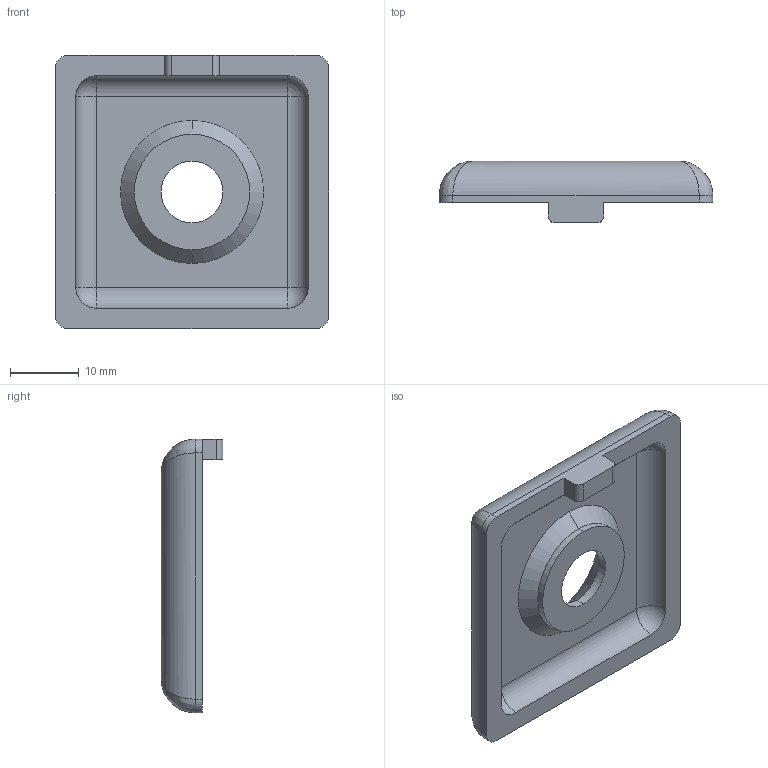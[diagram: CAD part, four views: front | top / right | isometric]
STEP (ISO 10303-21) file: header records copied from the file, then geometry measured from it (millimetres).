
FILE_DESCRIPTION (( 'STEP AP203' ), '1' );
FILE_NAME ('AL-375.0302À.05 Çàãëóøêà òîðöåâàÿ 40õ40 òèï 2 ñåðàÿ.STEP', '2023-11-02T11:30:27', ( '' ), ( '' ), 'SwSTEP 2.0', 'SolidWorks 2021', '' );
FILE_SCHEMA (( 'CONFIG_CONTROL_DESIGN' ));
Length unit declared in the file: millimetre
Products named in the file (1): AL-375.0302À.05 Çàãëóøêà òîðöåâàÿ 40õ40 òèï 2 ñåðàÿ
Bounding box: 39.8 x 9 x 39.8 mm (x, y, z)
Volume: 5583.6 mm3; surface area: 4123.9 mm2
Topology: 1 solids, 1 shells, 43 faces, 106 edges, 58 vertices
Faces by surface type: cylinder 18, plane 13, cone 4, sphere 4, bspline 4
Entity records: 1421 total; most frequent: CARTESIAN_POINT 388, DIRECTION 206, ORIENTED_EDGE 196, EDGE_CURVE 98, AXIS2_PLACEMENT_3D 76, VERTEX_POINT 58, VECTOR 54, LINE 54
